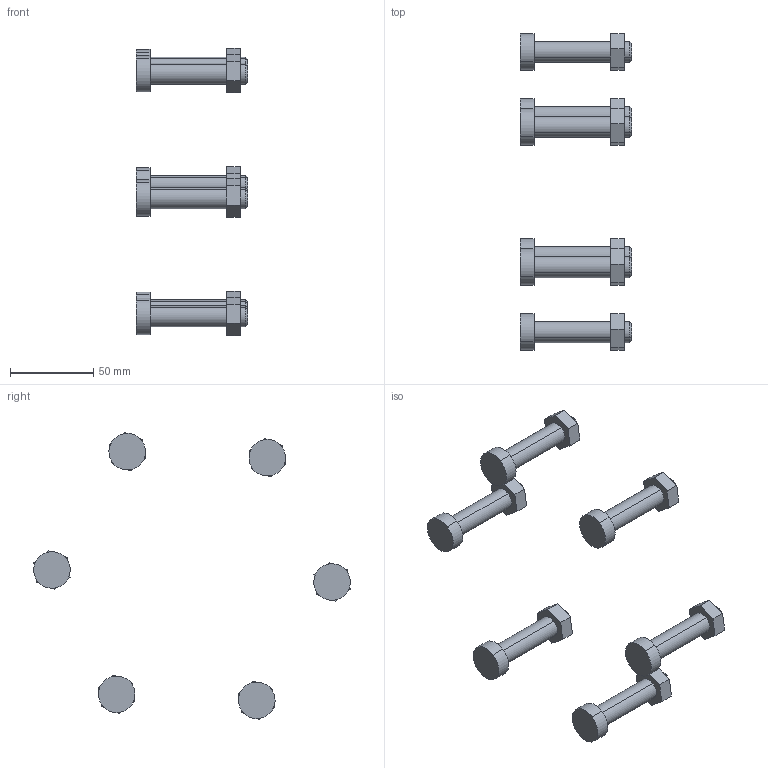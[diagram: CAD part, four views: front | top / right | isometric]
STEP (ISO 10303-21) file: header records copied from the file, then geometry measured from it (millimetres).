
FILE_DESCRIPTION (( 'STEP AP203' ), '1' );
FILE_NAME ('LFWheelHub_Secondary.STEP', '2023-07-27T05:57:09', ( '' ), ( '' ), 'SwSTEP 2.0', 'SolidWorks 2021', '' );
FILE_SCHEMA (( 'CONFIG_CONTROL_DESIGN' ));
Length unit declared in the file: centimetre
Products named in the file (10): Front Axle Assembly _1_; Part 30; Part 32-1; Planetary Hub _1_; Part 29-1; Part 33; Hub Bolts (Carrier) _1_; Part 34; LFWheelHub_Secondary; Part 31-1
Assembly tree (9 placements, depth 5):
  LFWheelHub_Secondary
    Front Axle Assembly _1_
      Planetary Hub _1_
        Hub Bolts (Carrier) _1_
          Part 31-1
          Part 33
          Part 29-1
          Part 30
          Part 32-1
          Part 34
Bounding box: 67.06 x 190.6 x 172.86 mm (x, y, z)
Volume: 74778.8 mm3; surface area: 26152.1 mm2
Topology: 6 solids, 6 shells, 114 faces, 240 edges, 156 vertices
Faces by surface type: plane 66, cylinder 36, cone 12
Entity records: 4132 total; most frequent: DIRECTION 582, CARTESIAN_POINT 525, ORIENTED_EDGE 480, EDGE_CURVE 240, AXIS2_PLACEMENT_3D 213, VERTEX_POINT 156, LINE 156, VECTOR 156
